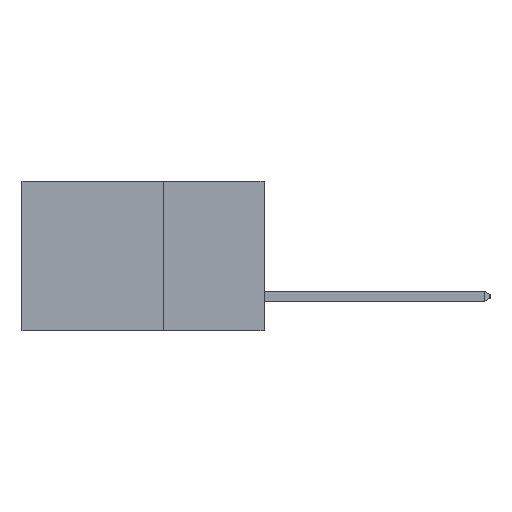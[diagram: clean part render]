
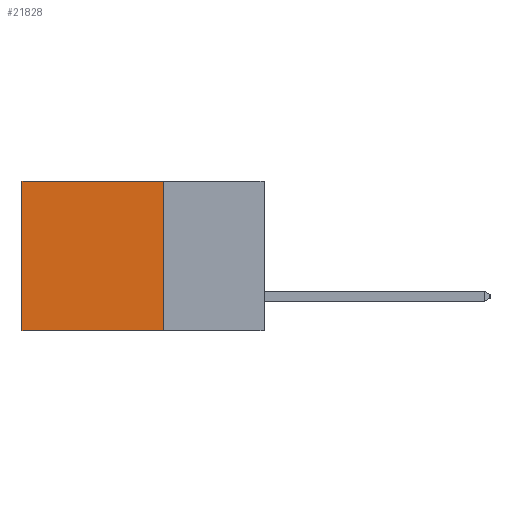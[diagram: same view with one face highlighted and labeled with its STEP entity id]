
A CAD part, left-side view. The second image highlights one B-rep face of the part: STEP entity #21828.
In plain terms, the highlighted planar face has unit normal (-1, 0, 0).
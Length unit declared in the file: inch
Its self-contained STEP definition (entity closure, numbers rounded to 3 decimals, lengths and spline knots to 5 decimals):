
#85 = ORIENTED_EDGE ( 'NONE', *, *, #26740, .F. ) ;
#186 = CARTESIAN_POINT ( 'NONE',  ( 0.298, 0.6, 0. ) ) ;
#1088 = DIRECTION ( 'NONE',  ( 0., 0., -1. ) ) ;
#2826 = AXIS2_PLACEMENT_3D ( 'NONE', #19281, #26769, #11880 ) ;
#3606 = DIRECTION ( 'NONE',  ( 0., 0., -1. ) ) ;
#5403 = LINE ( 'NONE', #27528, #10587 ) ;
#6056 = CARTESIAN_POINT ( 'NONE',  ( 0.298, 0.6, 0. ) ) ;
#6285 = FACE_OUTER_BOUND ( 'NONE', #11889, .T. ) ;
#7745 = VERTEX_POINT ( 'NONE', #13235 ) ;
#7929 = VECTOR ( 'NONE', #1088, 39.37008 ) ;
#8822 = LINE ( 'NONE', #17756, #21356 ) ;
#9112 = CARTESIAN_POINT ( 'NONE',  ( 0.298, 0.25, 0. ) ) ;
#10587 = VECTOR ( 'NONE', #29996, 39.37008 ) ;
#11880 = DIRECTION ( 'NONE',  ( 0., 0., -1. ) ) ;
#11889 = EDGE_LOOP ( 'NONE', ( #32107, #85, #15845, #14996 ) ) ;
#13235 = CARTESIAN_POINT ( 'NONE',  ( 0.298, 0.25, -0.37 ) ) ;
#14996 = ORIENTED_EDGE ( 'NONE', *, *, #25906, .T. ) ;
#15845 = ORIENTED_EDGE ( 'NONE', *, *, #31166, .F. ) ;
#16701 = VECTOR ( 'NONE', #3606, 39.37008 ) ;
#17756 = CARTESIAN_POINT ( 'NONE',  ( 0.298, 0.25, 0. ) ) ;
#18720 = VERTEX_POINT ( 'NONE', #9112 ) ;
#19281 = CARTESIAN_POINT ( 'NONE',  ( 0.298, 0.25, 0. ) ) ;
#20245 = DIRECTION ( 'NONE',  ( 0., 1., 0. ) ) ;
#20763 = VERTEX_POINT ( 'NONE', #186 ) ;
#21356 = VECTOR ( 'NONE', #20245, 39.37008 ) ;
#21828 = ADVANCED_FACE ( 'NONE', ( #6285 ), #24263, .F. ) ;
#23264 = LINE ( 'NONE', #6056, #16701 ) ;
#24263 = PLANE ( 'NONE',  #2826 ) ;
#24979 = CARTESIAN_POINT ( 'NONE',  ( 0.298, 0.6, -0.37 ) ) ;
#25906 = EDGE_CURVE ( 'NONE', #18720, #20763, #8822, .T. ) ;
#26059 = EDGE_CURVE ( 'NONE', #20763, #30146, #23264, .T. ) ;
#26121 = CARTESIAN_POINT ( 'NONE',  ( 0.298, 0.25, 0. ) ) ;
#26740 = EDGE_CURVE ( 'NONE', #7745, #30146, #5403, .T. ) ;
#26769 = DIRECTION ( 'NONE',  ( 1., 0., 0. ) ) ;
#27528 = CARTESIAN_POINT ( 'NONE',  ( 0.298, 0.25, -0.37 ) ) ;
#27850 = LINE ( 'NONE', #26121, #7929 ) ;
#29996 = DIRECTION ( 'NONE',  ( 0., 1., 0. ) ) ;
#30146 = VERTEX_POINT ( 'NONE', #24979 ) ;
#31166 = EDGE_CURVE ( 'NONE', #18720, #7745, #27850, .T. ) ;
#32107 = ORIENTED_EDGE ( 'NONE', *, *, #26059, .T. ) ;
